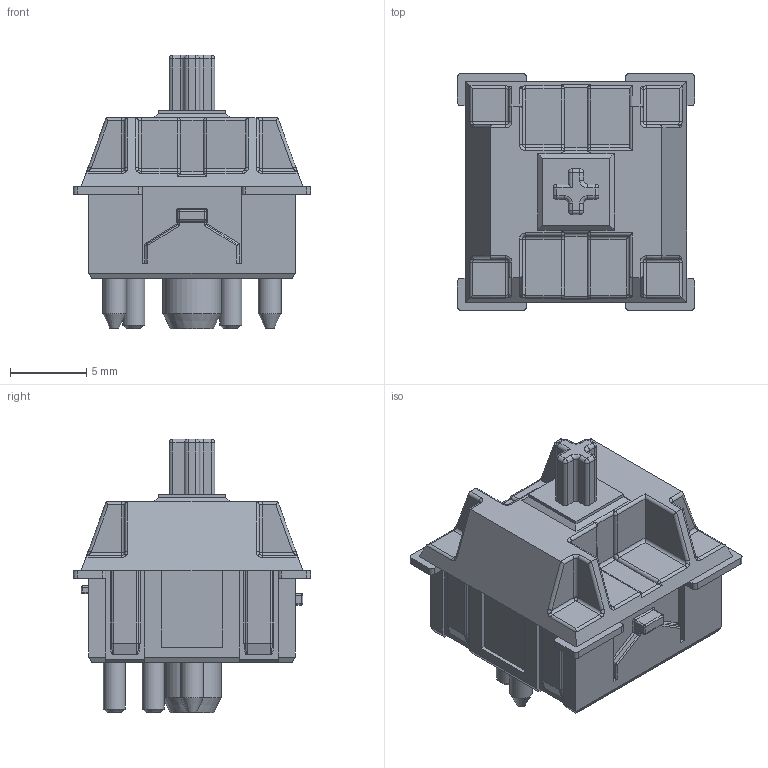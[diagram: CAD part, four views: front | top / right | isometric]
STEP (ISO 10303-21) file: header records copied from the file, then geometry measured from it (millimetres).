
FILE_DESCRIPTION( ( '' ), ' ' );
FILE_NAME( '585bb334426d93104bbf8f96.step', '2016-12-22T11:04:20', ( '' ), ( '' ), ' ', ' ', ' ' );
FILE_SCHEMA( ( 'AUTOMOTIVE_DESIGN { 1 0 10303 214 1 1 1 1 }' ) );
Length unit declared in the file: metre
Products named in the file (1): Open CASCADE STEP translator 6.8 1
Bounding box: 15.5 x 15.5 x 17.9 mm (x, y, z)
Volume: 1681.2 mm3; surface area: 1184.7 mm2
Topology: 1 solids, 1 shells, 464 faces, 1127 edges, 641 vertices
Faces by surface type: cylinder 202, plane 162, sphere 41, bspline 30, torus 24, cone 5
Full cylindrical faces by diameter (mm): 1.43 x2, 1.5 x2, 3.8 x1
Entity records: 22620 total; most frequent: CARTESIAN_POINT 3057, DIRECTION 2203, ORIENTED_EDGE 2174, STYLED_ITEM 1551, PRESENTATION_STYLE_ASSIGNMENT 1551, COLOUR_RGB 1551, EDGE_CURVE 1087, CURVE_STYLE 1087
